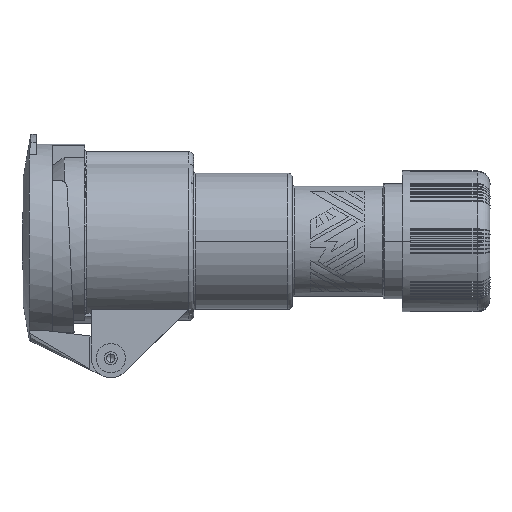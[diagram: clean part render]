
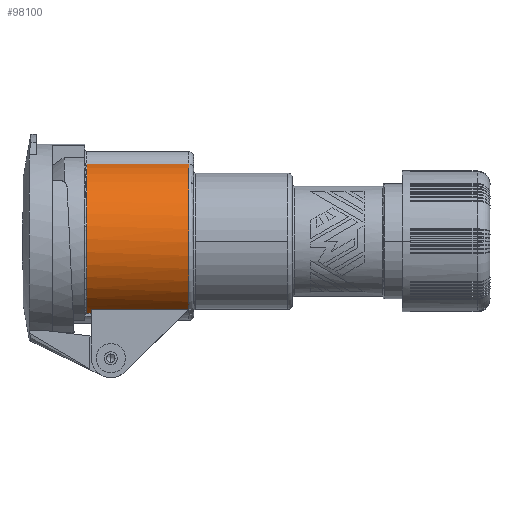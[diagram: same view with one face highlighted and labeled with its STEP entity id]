
A CAD part, left-side view. The second image highlights one B-rep face of the part: STEP entity #98100.
In plain terms, the highlighted cylindrical face has radius 24.4 mm (diameter 48.8 mm), a partial arc.
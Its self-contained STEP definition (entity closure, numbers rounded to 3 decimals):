
#60570=CARTESIAN_POINT('',(273.,-63.916,
20.625));
#60580=DIRECTION('',(0.,-0.966,
0.259));
#60590=DIRECTION('',(1.,0.,0.));
#60600=AXIS2_PLACEMENT_3D('',#60570,#60580,#60590);
#60610=CYLINDRICAL_SURFACE('',#60600,24.4);
#60720=CARTESIAN_POINT('',(273.,-52.325,
17.52));
#60730=DIRECTION('',(0.,-0.966,
0.259));
#60740=DIRECTION('',(1.,0.,0.));
#60750=AXIS2_PLACEMENT_3D('',#60720,#60730,#60740);
#60760=CIRCLE('',#60750,24.4);
#68990=CARTESIAN_POINT('',(267.763,-29.515,
-13.264));
#69000=VERTEX_POINT('',#68990);
#69030=CARTESIAN_POINT('',(267.763,-70.084,
-2.394));
#69040=DIRECTION('',(0.,0.966,
-0.259));
#69050=VECTOR('',#69040,1.);
#69060=LINE('',#69030,#69050);
#69070=CARTESIAN_POINT('',(267.763,-59.942,
-5.112));
#69080=VERTEX_POINT('',#69070);
#69090=EDGE_CURVE('',#69080,#69000,#69060,.T.);
#97710=CARTESIAN_POINT('',(260.6,-58.477,
40.924));
#97720=DIRECTION('',(0.,-0.966,
0.259));
#97730=VECTOR('',#97720,1.);
#97740=LINE('',#97710,#97730);
#97750=CARTESIAN_POINT('',(260.6,-17.908,
30.053));
#97760=VERTEX_POINT('',#97750);
#97770=CARTESIAN_POINT('',(260.6,-46.886,
37.818));
#97780=VERTEX_POINT('',#97770);
#97790=EDGE_CURVE('',#97760,#97780,#97740,.T.);
#97800=ORIENTED_EDGE('',*,*,#97790,.F.);
#97810=CARTESIAN_POINT('',(262.6,-46.612,
38.84));
#97820=VERTEX_POINT('',#97810);
#97830=EDGE_CURVE('',#97820,#97780,#60760,.T.);
#97840=ORIENTED_EDGE('',*,*,#97830,.T.);
#97850=CARTESIAN_POINT('',(262.6,-58.203,
41.946));
#97860=DIRECTION('',(0.,-0.966,
0.259));
#97870=VECTOR('',#97860,1.);
#97880=LINE('',#97850,#97870);
#97890=CARTESIAN_POINT('',(262.6,-48.061,
39.228));
#97900=VERTEX_POINT('',#97890);
#97910=EDGE_CURVE('',#97820,#97900,#97880,.T.);
#97920=ORIENTED_EDGE('',*,*,#97910,.F.);
#97930=CARTESIAN_POINT('',(273.,-53.774,
17.908));
#97940=DIRECTION('',(0.,-0.966,
0.259));
#97950=DIRECTION('',(0.,0.259,0.966));
#97960=AXIS2_PLACEMENT_3D('',#97930,#97940,#97950);
#97970=CIRCLE('',#97960,24.4);
#97980=EDGE_CURVE('',#97900,#69080,#97970,.T.);
#97990=ORIENTED_EDGE('',*,*,#97980,.F.);
#98000=ORIENTED_EDGE('',*,*,#69090,.F.);
#98010=CARTESIAN_POINT('',(273.,-23.347,
9.755));
#98020=DIRECTION('',(0.,-0.966,
0.259));
#98030=DIRECTION('',(0.,0.259,0.966));
#98040=AXIS2_PLACEMENT_3D('',#98010,#98020,#98030);
#98050=CIRCLE('',#98040,24.4);
#98060=EDGE_CURVE('',#97760,#69000,#98050,.T.);
#98070=ORIENTED_EDGE('',*,*,#98060,.T.);
#98080=EDGE_LOOP('',(#98070,#98000,#97990,#97920,#97840,#97800));
#98090=FACE_OUTER_BOUND('',#98080,.T.);
#98100=ADVANCED_FACE('',(#98090),#60610,.T.);
